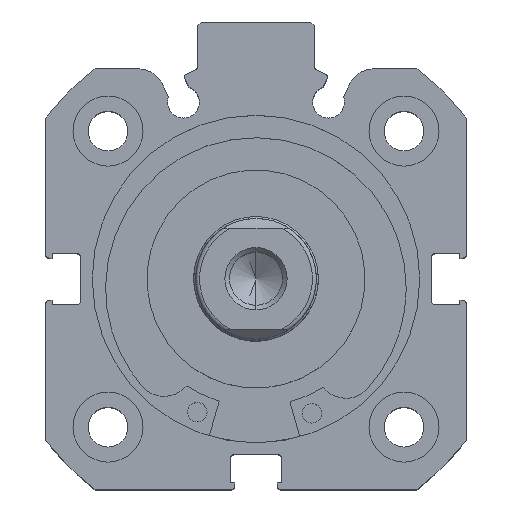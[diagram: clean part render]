
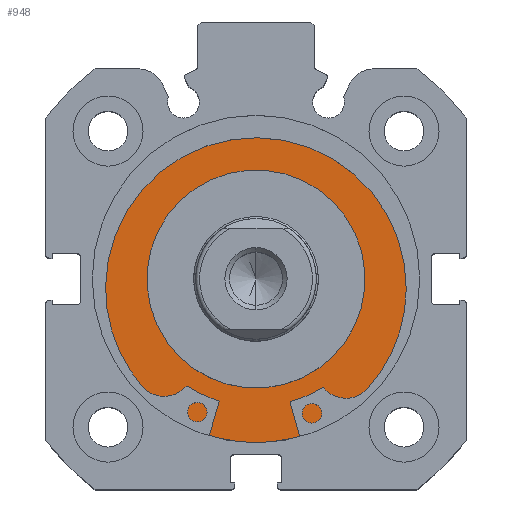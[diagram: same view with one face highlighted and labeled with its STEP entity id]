
A CAD part, top view. The second image highlights one B-rep face of the part: STEP entity #948.
In plain terms, the highlighted face is planar.
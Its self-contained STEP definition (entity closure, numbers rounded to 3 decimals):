
#948 = ADVANCED_FACE ( 'NONE', ( #3913, #3916 ), #6083, .F. ) ;
#1293 = CARTESIAN_POINT ( 'NONE',  ( 3.5, 0., 14. ) ) ;
#1403 = CARTESIAN_POINT ( 'NONE',  ( 3.5, 0., -21. ) ) ;
#1468 = CARTESIAN_POINT ( 'NONE',  ( 3.5, 0., 21. ) ) ;
#1703 = CARTESIAN_POINT ( 'NONE',  ( 3.5, 0., -14. ) ) ;
#1770 = CIRCLE ( 'NONE', #5489, 21. ) ;
#1771 = CIRCLE ( 'NONE', #5488, 14. ) ;
#1781 = DIRECTION ( 'NONE',  ( -1., 0., 0. ) ) ;
#1794 = CIRCLE ( 'NONE', #5495, 14. ) ;
#1822 = CIRCLE ( 'NONE', #5499, 21. ) ;
#1853 = DIRECTION ( 'NONE',  ( 0., 0., 1. ) ) ;
#3509 = ORIENTED_EDGE ( 'NONE', *, *, #5204, .F. ) ;
#3510 = ORIENTED_EDGE ( 'NONE', *, *, #5203, .T. ) ;
#3565 = ORIENTED_EDGE ( 'NONE', *, *, #5219, .T. ) ;
#3566 = ORIENTED_EDGE ( 'NONE', *, *, #5211, .F. ) ;
#3855 = EDGE_LOOP ( 'NONE', ( #3565, #3510 ) ) ;
#3856 = EDGE_LOOP ( 'NONE', ( #3566, #3509 ) ) ;
#3913 = FACE_BOUND ( 'NONE', #3856, .T. ) ;
#3916 = FACE_OUTER_BOUND ( 'NONE', #3855, .T. ) ;
#4588 = DIRECTION ( 'NONE',  ( 0., 0., 1. ) ) ;
#4589 = DIRECTION ( 'NONE',  ( -1., 0., 0. ) ) ;
#4594 = CARTESIAN_POINT ( 'NONE',  ( 3.5, 0., 0. ) ) ;
#4601 = CARTESIAN_POINT ( 'NONE',  ( 3.5, 0., 0. ) ) ;
#4613 = DIRECTION ( 'NONE',  ( 0., 0., 1. ) ) ;
#4614 = DIRECTION ( 'NONE',  ( -1., 0., 0. ) ) ;
#4615 = CARTESIAN_POINT ( 'NONE',  ( 3.5, 0., 0. ) ) ;
#4616 = DIRECTION ( 'NONE',  ( 0., 0., 1. ) ) ;
#4619 = DIRECTION ( 'NONE',  ( -1., 0., 0. ) ) ;
#4622 = CARTESIAN_POINT ( 'NONE',  ( 3.5, 0., 0. ) ) ;
#5203 = EDGE_CURVE ( 'NONE', #6170, #6341, #1770, .T. ) ;
#5204 = EDGE_CURVE ( 'NONE', #6349, #5848, #1771, .T. ) ;
#5211 = EDGE_CURVE ( 'NONE', #5848, #6349, #1794, .T. ) ;
#5219 = EDGE_CURVE ( 'NONE', #6341, #6170, #1822, .T. ) ;
#5269 = AXIS2_PLACEMENT_3D ( 'NONE', #6084, #6080, #6082 ) ;
#5488 = AXIS2_PLACEMENT_3D ( 'NONE', #4615, #4614, #4613 ) ;
#5489 = AXIS2_PLACEMENT_3D ( 'NONE', #4622, #4619, #4616 ) ;
#5495 = AXIS2_PLACEMENT_3D ( 'NONE', #4601, #4589, #4588 ) ;
#5499 = AXIS2_PLACEMENT_3D ( 'NONE', #4594, #1781, #1853 ) ;
#5848 = VERTEX_POINT ( 'NONE', #1293 ) ;
#6080 = DIRECTION ( 'NONE',  ( 1., 0., 0. ) ) ;
#6082 = DIRECTION ( 'NONE',  ( 0., 0., -1. ) ) ;
#6083 = PLANE ( 'NONE',  #5269 ) ;
#6084 = CARTESIAN_POINT ( 'NONE',  ( 3.5, 21., 0. ) ) ;
#6170 = VERTEX_POINT ( 'NONE', #1403 ) ;
#6341 = VERTEX_POINT ( 'NONE', #1468 ) ;
#6349 = VERTEX_POINT ( 'NONE', #1703 ) ;
